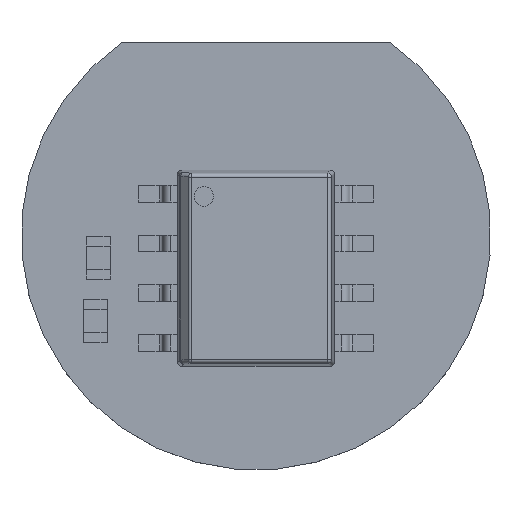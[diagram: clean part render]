
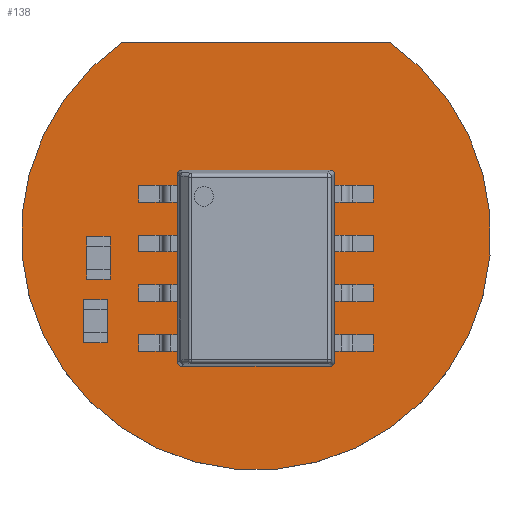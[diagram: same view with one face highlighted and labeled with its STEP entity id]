
A CAD part, top view. The second image highlights one B-rep face of the part: STEP entity #138.
In plain terms, the highlighted planar face has unit normal (0, 0, 1).
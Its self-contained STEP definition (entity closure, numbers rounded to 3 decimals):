
#71 = VERTEX_POINT('',#72);
#72 = CARTESIAN_POINT('',(46.559,54.915,0.));
#78 = EDGE_CURVE('',#71,#79,#81,.T.);
#79 = VERTEX_POINT('',#80);
#80 = CARTESIAN_POINT('',(53.441,54.915,0.));
#81 = CIRCLE('',#82,6.);
#82 = AXIS2_PLACEMENT_3D('',#83,#84,#85);
#83 = CARTESIAN_POINT('',(50.,50.,0.));
#84 = DIRECTION('',(0.,0.,1.));
#85 = DIRECTION('',(-0.574,0.819,0.));
#111 = EDGE_CURVE('',#79,#71,#112,.T.);
#112 = LINE('',#113,#114);
#113 = CARTESIAN_POINT('',(53.441,54.915,0.));
#114 = VECTOR('',#115,1.);
#115 = DIRECTION('',(-1.,0.,0.));
#138 = ADVANCED_FACE('',(#139),#143,.F.);
#139 = FACE_BOUND('',#140,.T.);
#140 = EDGE_LOOP('',(#141,#142));
#141 = ORIENTED_EDGE('',*,*,#78,.T.);
#142 = ORIENTED_EDGE('',*,*,#111,.T.);
#143 = PLANE('',#144);
#144 = AXIS2_PLACEMENT_3D('',#145,#146,#147);
#145 = CARTESIAN_POINT('',(46.559,54.915,0.));
#146 = DIRECTION('',(0.,0.,-1.));
#147 = DIRECTION('',(-1.,0.,0.));
